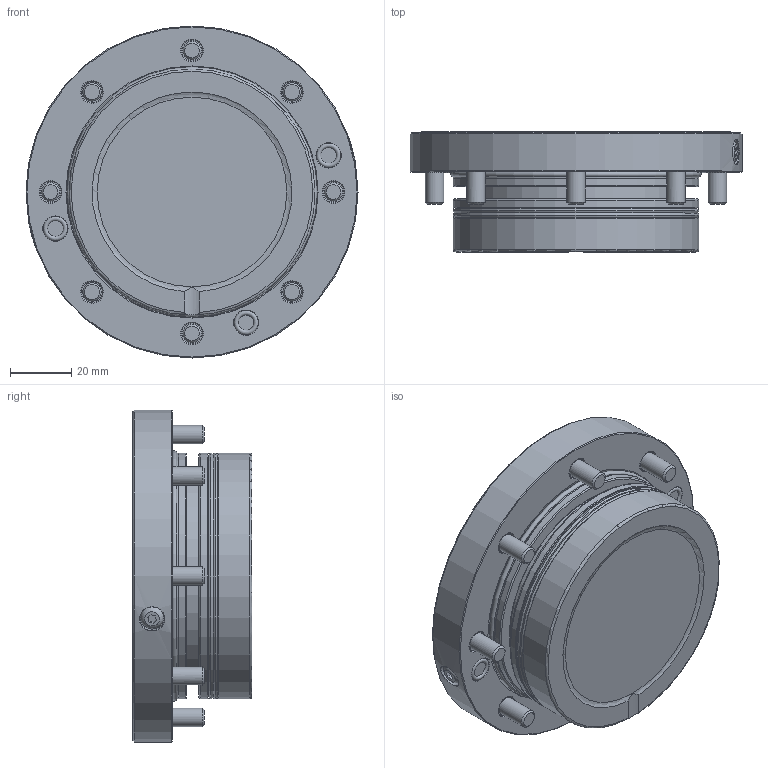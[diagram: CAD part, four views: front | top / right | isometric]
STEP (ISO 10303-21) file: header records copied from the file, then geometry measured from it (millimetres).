
FILE_DESCRIPTION (( 'STEP AP214' ), '1' );
FILE_NAME ('STARK_804 520_A.STEP', '2019-01-29T13:09:45', ( '' ), ( '' ), 'SwSTEP 2.0', 'SolidWorks 2017', '' );
FILE_SCHEMA (( 'AUTOMOTIVE_DESIGN' ));
Length unit declared in the file: millimetre
Products named in the file (1): STARK_804 520_A
Bounding box: 108 x 39 x 108 mm (x, y, z)
Volume: 234343.7 mm3; surface area: 36884.5 mm2
Topology: 1 solids, 9 shells, 288 faces, 584 edges, 389 vertices
Faces by surface type: cylinder 104, plane 88, cone 59, torus 27, sphere 10
Full cylindrical faces by diameter (mm): 1 x1, 1.697 x2, 4 x8, 4.8 x10, 6 x8, 6.8 x8, 8 x5, 11.5 x8, 16.4 x2, 17.2 x1, 17.878 x2, 21 x1, 32 x1, 70.156 x1, 70.5 x1, 73 x1, 78.097 x2, 79.98 x2, 80 x1, 108 x1
Entity records: 10399 total; most frequent: CARTESIAN_POINT 3195, DIRECTION 1092, ORIENTED_EDGE 794, AXIS2_PLACEMENT_3D 520, EDGE_LOOP 490, EDGE_CURVE 397, FACE_OUTER_BOUND 381, VERTEX_POINT 329
